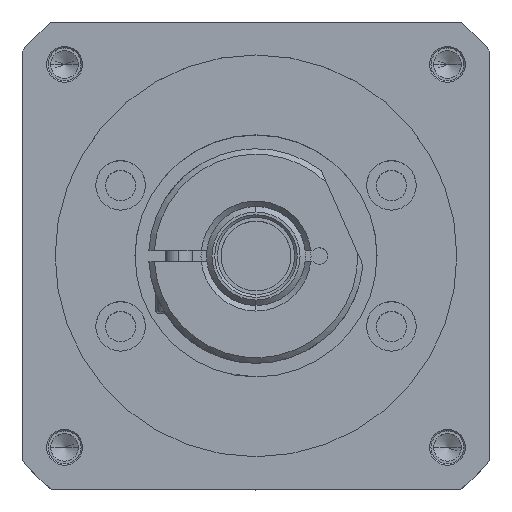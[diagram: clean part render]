
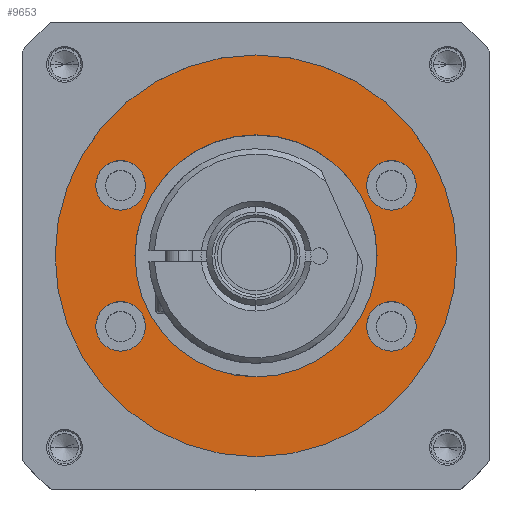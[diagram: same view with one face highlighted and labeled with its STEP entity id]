
A CAD part, top view. The second image highlights one B-rep face of the part: STEP entity #9653.
In plain terms, the highlighted planar face has unit normal (0, 0, 1).
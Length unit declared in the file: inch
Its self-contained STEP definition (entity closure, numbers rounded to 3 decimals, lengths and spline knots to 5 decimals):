
#77 = DIRECTION ( 'NONE',  ( -1., 0., 0. ) ) ;
#190 = EDGE_CURVE ( 'NONE', #8400, #10458, #1061, .T. ) ;
#529 = EDGE_CURVE ( 'NONE', #3031, #5054, #10330, .T. ) ;
#635 = CIRCLE ( 'NONE', #7071, 0.17717 ) ;
#665 = ORIENTED_EDGE ( 'NONE', *, *, #1032, .T. ) ;
#860 = CARTESIAN_POINT ( 'NONE',  ( 0.79191, 0.50447, 1.1811 ) ) ;
#913 = CIRCLE ( 'NONE', #2242, 0.17717 ) ;
#956 = ORIENTED_EDGE ( 'NONE', *, *, #3576, .T. ) ;
#975 = DIRECTION ( 'NONE',  ( 1., 0., 0. ) ) ;
#1004 = DIRECTION ( 'NONE',  ( 0., 0., 1. ) ) ;
#1032 = EDGE_CURVE ( 'NONE', #5054, #3031, #8088, .T. ) ;
#1040 = CARTESIAN_POINT ( 'NONE',  ( 0., 0., 1.1811 ) ) ;
#1061 = CIRCLE ( 'NONE', #6711, 0.17717 ) ;
#1186 = EDGE_CURVE ( 'NONE', #8899, #5972, #7705, .T. ) ;
#1307 = CIRCLE ( 'NONE', #5075, 0.17717 ) ;
#1578 = CIRCLE ( 'NONE', #2226, 0.17717 ) ;
#1653 = CIRCLE ( 'NONE', #10553, 0.17717 ) ;
#2174 = CIRCLE ( 'NONE', #4504, 0.17717 ) ;
#2197 = CARTESIAN_POINT ( 'NONE',  ( -1.14624, -0.50447, 1.1811 ) ) ;
#2226 = AXIS2_PLACEMENT_3D ( 'NONE', #3380, #9203, #4248 ) ;
#2242 = AXIS2_PLACEMENT_3D ( 'NONE', #3044, #8856, #3896 ) ;
#2451 = CARTESIAN_POINT ( 'NONE',  ( 0., 0., 1.1811 ) ) ;
#2546 = EDGE_CURVE ( 'NONE', #10458, #8400, #2174, .T. ) ;
#2588 = DIRECTION ( 'NONE',  ( 1., 0., 0. ) ) ;
#2597 = DIRECTION ( 'NONE',  ( 0., 0., -1. ) ) ;
#2637 = CARTESIAN_POINT ( 'NONE',  ( 0., 0., 1.1811 ) ) ;
#2689 = EDGE_CURVE ( 'NONE', #2783, #4153, #1653, .T. ) ;
#2783 = VERTEX_POINT ( 'NONE', #2197 ) ;
#2886 = CARTESIAN_POINT ( 'NONE',  ( -0.96908, 0.50447, 1.1811 ) ) ;
#3031 = VERTEX_POINT ( 'NONE', #8698 ) ;
#3044 = CARTESIAN_POINT ( 'NONE',  ( 0.96908, 0.50447, 1.1811 ) ) ;
#3077 = CARTESIAN_POINT ( 'NONE',  ( 1.4375, 0., 1.1811 ) ) ;
#3279 = FACE_BOUND ( 'NONE', #8032, .T. ) ;
#3282 = VERTEX_POINT ( 'NONE', #860 ) ;
#3380 = CARTESIAN_POINT ( 'NONE',  ( 0.96908, 0.50447, 1.1811 ) ) ;
#3476 = EDGE_LOOP ( 'NONE', ( #4345, #10200 ) ) ;
#3556 = FACE_BOUND ( 'NONE', #7541, .T. ) ;
#3576 = EDGE_CURVE ( 'NONE', #10440, #9305, #8107, .T. ) ;
#3726 = ORIENTED_EDGE ( 'NONE', *, *, #2546, .F. ) ;
#3741 = DIRECTION ( 'NONE',  ( -0.574, 0.819, 0. ) ) ;
#3792 = ORIENTED_EDGE ( 'NONE', *, *, #9435, .F. ) ;
#3795 = DIRECTION ( 'NONE',  ( 0., 0., 1. ) ) ;
#3842 = DIRECTION ( 'NONE',  ( -1., 0., 0. ) ) ;
#3873 = CARTESIAN_POINT ( 'NONE',  ( -0.96908, -0.50447, 1.1811 ) ) ;
#3896 = DIRECTION ( 'NONE',  ( 1., 0., 0. ) ) ;
#4153 = VERTEX_POINT ( 'NONE', #8052 ) ;
#4162 = DIRECTION ( 'NONE',  ( 0., 0., 1. ) ) ;
#4248 = DIRECTION ( 'NONE',  ( 1., 0., 0. ) ) ;
#4345 = ORIENTED_EDGE ( 'NONE', *, *, #7586, .F. ) ;
#4399 = ORIENTED_EDGE ( 'NONE', *, *, #5028, .T. ) ;
#4504 = AXIS2_PLACEMENT_3D ( 'NONE', #6947, #6912, #6878 ) ;
#4525 = VERTEX_POINT ( 'NONE', #6796 ) ;
#5028 = EDGE_CURVE ( 'NONE', #9305, #10440, #8957, .T. ) ;
#5054 = VERTEX_POINT ( 'NONE', #3077 ) ;
#5075 = AXIS2_PLACEMENT_3D ( 'NONE', #10098, #5175, #77 ) ;
#5096 = DIRECTION ( 'NONE',  ( 1., 0., 0. ) ) ;
#5175 = DIRECTION ( 'NONE',  ( 0., 0., 1. ) ) ;
#5345 = CARTESIAN_POINT ( 'NONE',  ( 0., 0., 1.1811 ) ) ;
#5353 = CARTESIAN_POINT ( 'NONE',  ( 1.14624, -0.50447, 1.1811 ) ) ;
#5454 = DIRECTION ( 'NONE',  ( 0., 0., 1. ) ) ;
#5529 = FACE_OUTER_BOUND ( 'NONE', #7397, .T. ) ;
#5856 = ORIENTED_EDGE ( 'NONE', *, *, #1186, .F. ) ;
#5860 = AXIS2_PLACEMENT_3D ( 'NONE', #8301, #8221, #8185 ) ;
#5972 = VERTEX_POINT ( 'NONE', #7414 ) ;
#6047 = CARTESIAN_POINT ( 'NONE',  ( 0.79191, -0.50447, 1.1811 ) ) ;
#6053 = FACE_BOUND ( 'NONE', #3476, .T. ) ;
#6249 = EDGE_LOOP ( 'NONE', ( #3726, #8027 ) ) ;
#6272 = EDGE_CURVE ( 'NONE', #5972, #8899, #635, .T. ) ;
#6640 = EDGE_LOOP ( 'NONE', ( #3792, #7757 ) ) ;
#6711 = AXIS2_PLACEMENT_3D ( 'NONE', #7294, #7376, #7128 ) ;
#6796 = CARTESIAN_POINT ( 'NONE',  ( 1.14624, 0.50447, 1.1811 ) ) ;
#6878 = DIRECTION ( 'NONE',  ( 0.574, -0.819, 0. ) ) ;
#6912 = DIRECTION ( 'NONE',  ( 0., 0., 1. ) ) ;
#6947 = CARTESIAN_POINT ( 'NONE',  ( 0.96908, -0.50447, 1.1811 ) ) ;
#7016 = CARTESIAN_POINT ( 'NONE',  ( 0.86614, 0., 1.1811 ) ) ;
#7071 = AXIS2_PLACEMENT_3D ( 'NONE', #2886, #8707, #3741 ) ;
#7128 = DIRECTION ( 'NONE',  ( 0.574, -0.819, 0. ) ) ;
#7294 = CARTESIAN_POINT ( 'NONE',  ( 0.96908, -0.50447, 1.1811 ) ) ;
#7376 = DIRECTION ( 'NONE',  ( 0., 0., 1. ) ) ;
#7397 = EDGE_LOOP ( 'NONE', ( #665, #7733 ) ) ;
#7410 = AXIS2_PLACEMENT_3D ( 'NONE', #2637, #2597, #2588 ) ;
#7414 = CARTESIAN_POINT ( 'NONE',  ( -1.14624, 0.50447, 1.1811 ) ) ;
#7537 = AXIS2_PLACEMENT_3D ( 'NONE', #8460, #8354, #8322 ) ;
#7538 = EDGE_CURVE ( 'NONE', #3282, #4525, #1578, .T. ) ;
#7541 = EDGE_LOOP ( 'NONE', ( #5856, #8104 ) ) ;
#7586 = EDGE_CURVE ( 'NONE', #4153, #2783, #1307, .T. ) ;
#7705 = CIRCLE ( 'NONE', #5860, 0.17717 ) ;
#7729 = FACE_BOUND ( 'NONE', #6640, .T. ) ;
#7733 = ORIENTED_EDGE ( 'NONE', *, *, #529, .T. ) ;
#7757 = ORIENTED_EDGE ( 'NONE', *, *, #7538, .F. ) ;
#7808 = CARTESIAN_POINT ( 'NONE',  ( -0.86614, 0., 1.1811 ) ) ;
#8027 = ORIENTED_EDGE ( 'NONE', *, *, #190, .F. ) ;
#8032 = EDGE_LOOP ( 'NONE', ( #956, #4399 ) ) ;
#8052 = CARTESIAN_POINT ( 'NONE',  ( -0.79191, -0.50447, 1.1811 ) ) ;
#8088 = CIRCLE ( 'NONE', #8807, 1.4375 ) ;
#8104 = ORIENTED_EDGE ( 'NONE', *, *, #6272, .F. ) ;
#8107 = CIRCLE ( 'NONE', #7537, 0.86614 ) ;
#8185 = DIRECTION ( 'NONE',  ( -0.574, 0.819, 0. ) ) ;
#8221 = DIRECTION ( 'NONE',  ( 0., 0., 1. ) ) ;
#8301 = CARTESIAN_POINT ( 'NONE',  ( -0.96908, 0.50447, 1.1811 ) ) ;
#8322 = DIRECTION ( 'NONE',  ( 1., 0., 0. ) ) ;
#8354 = DIRECTION ( 'NONE',  ( 0., 0., -1. ) ) ;
#8373 = CARTESIAN_POINT ( 'NONE',  ( -0.79191, 0.50447, 1.1811 ) ) ;
#8400 = VERTEX_POINT ( 'NONE', #6047 ) ;
#8460 = CARTESIAN_POINT ( 'NONE',  ( 0., 0., 1.1811 ) ) ;
#8670 = AXIS2_PLACEMENT_3D ( 'NONE', #5345, #5454, #5096 ) ;
#8698 = CARTESIAN_POINT ( 'NONE',  ( -1.4375, 0., 1.1811 ) ) ;
#8707 = DIRECTION ( 'NONE',  ( 0., 0., 1. ) ) ;
#8807 = AXIS2_PLACEMENT_3D ( 'NONE', #1040, #1004, #975 ) ;
#8856 = DIRECTION ( 'NONE',  ( 0., 0., 1. ) ) ;
#8899 = VERTEX_POINT ( 'NONE', #8373 ) ;
#8957 = CIRCLE ( 'NONE', #7410, 0.86614 ) ;
#9105 = PLANE ( 'NONE',  #10039 ) ;
#9203 = DIRECTION ( 'NONE',  ( 0., 0., 1. ) ) ;
#9305 = VERTEX_POINT ( 'NONE', #7016 ) ;
#9435 = EDGE_CURVE ( 'NONE', #4525, #3282, #913, .T. ) ;
#9653 = ADVANCED_FACE ( 'NONE', ( #3556, #6053, #9899, #7729, #5529, #3279 ), #9105, .T. ) ;
#9899 = FACE_BOUND ( 'NONE', #6249, .T. ) ;
#9933 = DIRECTION ( 'NONE',  ( 1., 0., 0. ) ) ;
#10039 = AXIS2_PLACEMENT_3D ( 'NONE', #2451, #4162, #9933 ) ;
#10098 = CARTESIAN_POINT ( 'NONE',  ( -0.96908, -0.50447, 1.1811 ) ) ;
#10200 = ORIENTED_EDGE ( 'NONE', *, *, #2689, .F. ) ;
#10330 = CIRCLE ( 'NONE', #8670, 1.4375 ) ;
#10440 = VERTEX_POINT ( 'NONE', #7808 ) ;
#10458 = VERTEX_POINT ( 'NONE', #5353 ) ;
#10553 = AXIS2_PLACEMENT_3D ( 'NONE', #3873, #3795, #3842 ) ;
